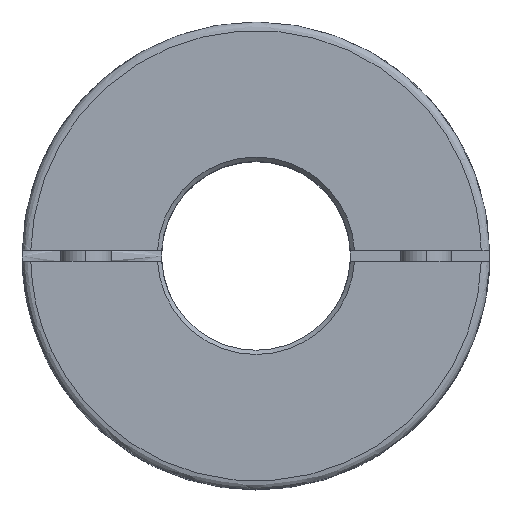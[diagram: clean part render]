
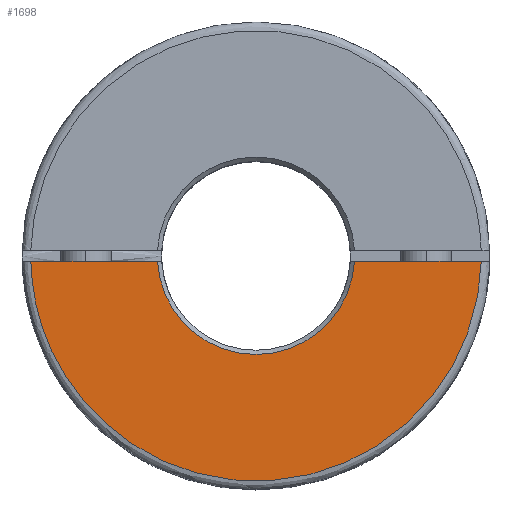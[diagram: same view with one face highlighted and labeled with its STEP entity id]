
A CAD part, top view. The second image highlights one B-rep face of the part: STEP entity #1698.
In plain terms, the highlighted planar face has unit normal (0, 0, 1).
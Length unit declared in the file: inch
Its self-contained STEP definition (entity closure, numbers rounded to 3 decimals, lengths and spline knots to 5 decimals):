
#425 = CARTESIAN_POINT ( 'NONE',  ( -0.99422, -2.01343, 0.90551 ) ) ;
#429 = ORIENTED_EDGE ( 'NONE', *, *, #4033, .F. ) ;
#439 = CARTESIAN_POINT ( 'NONE',  ( 0., 0., 0.90551 ) ) ;
#573 = PLANE ( 'NONE',  #2878 ) ;
#615 = CARTESIAN_POINT ( 'NONE',  ( 0.37402, -0.02559, 0.90551 ) ) ;
#833 = CARTESIAN_POINT ( 'NONE',  ( 0.37402, -0.02559, 0.90551 ) ) ;
#971 = DIRECTION ( 'NONE',  ( 1., 0., 0. ) ) ;
#1698 = ADVANCED_FACE ( 'NONE', ( #3818 ), #573, .T. ) ;
#2483 = DIRECTION ( 'NONE',  ( 1., 0., 0. ) ) ;
#2660 = LINE ( 'NONE', #615, #4273 ) ;
#2875 = LINE ( 'NONE', #833, #3650 ) ;
#2878 = AXIS2_PLACEMENT_3D ( 'NONE', #439, #8574, #2483 ) ;
#3091 = EDGE_CURVE ( 'NONE', #4038, #7732, #2875, .T. ) ;
#3460 = EDGE_LOOP ( 'NONE', ( #4120, #8046, #429, #8642 ) ) ;
#3472 = CARTESIAN_POINT ( 'NONE',  ( 1.04299, -0.02559, 0.90551 ) ) ;
#3650 = VECTOR ( 'NONE', #7725, 39.37008 ) ;
#3818 = FACE_OUTER_BOUND ( 'NONE', #3460, .T. ) ;
#4033 = EDGE_CURVE ( 'NONE', #7732, #4571, #8136, .T. ) ;
#4038 = VERTEX_POINT ( 'NONE', #7102 ) ;
#4120 = ORIENTED_EDGE ( 'NONE', *, *, #8264, .T. ) ;
#4273 = VECTOR ( 'NONE', #4694, 39.37008 ) ;
#4325 = VERTEX_POINT ( 'NONE', #8392 ) ;
#4571 = VERTEX_POINT ( 'NONE', #5199 ) ;
#4694 = DIRECTION ( 'NONE',  ( 1., 0., 0. ) ) ;
#5143 = CARTESIAN_POINT ( 'NONE',  ( 1.04299, -0.02559, 0.90551 ) ) ;
#5199 = CARTESIAN_POINT ( 'NONE',  ( -1.04299, -0.02559, 0.90551 ) ) ;
#5691 = CARTESIAN_POINT ( 'NONE',  ( 0., 0., 0.90551 ) ) ;
#5708 = CIRCLE ( 'NONE', #7553, 0.45719 ) ;
#6398 = CARTESIAN_POINT ( 'NONE',  ( 0.99422, -2.01343, 0.90551 ) ) ;
#7015 = CARTESIAN_POINT ( 'NONE',  ( -1.04299, -0.02559, 0.90551 ) ) ;
#7102 = CARTESIAN_POINT ( 'NONE',  ( 0.45647, -0.02559, 0.90551 ) ) ;
#7553 = AXIS2_PLACEMENT_3D ( 'NONE', #5691, #8404, #971 ) ;
#7725 = DIRECTION ( 'NONE',  ( 1., 0., 0. ) ) ;
#7732 = VERTEX_POINT ( 'NONE', #3472 ) ;
#7939 = EDGE_CURVE ( 'NONE', #4571, #4325, #2660, .T. ) ;
#8046 = ORIENTED_EDGE ( 'NONE', *, *, #7939, .F. ) ;
#8136 =( BOUNDED_CURVE ( )  B_SPLINE_CURVE ( 3, ( #5143, #6398, #425, #7015 ),
 .UNSPECIFIED., .F., .T. ) 
 B_SPLINE_CURVE_WITH_KNOTS ( ( 4, 4 ),
 ( 0., 1. ),
 .UNSPECIFIED. ) 
 CURVE ( )  GEOMETRIC_REPRESENTATION_ITEM ( )  RATIONAL_B_SPLINE_CURVE ( ( 1., 0.35, 0.35, 1. ) ) 
 REPRESENTATION_ITEM ( '' )  );
#8264 = EDGE_CURVE ( 'NONE', #4038, #4325, #5708, .T. ) ;
#8392 = CARTESIAN_POINT ( 'NONE',  ( -0.45647, -0.02559, 0.90551 ) ) ;
#8404 = DIRECTION ( 'NONE',  ( 0., 0., -1. ) ) ;
#8574 = DIRECTION ( 'NONE',  ( 0., 0., 1. ) ) ;
#8642 = ORIENTED_EDGE ( 'NONE', *, *, #3091, .F. ) ;
